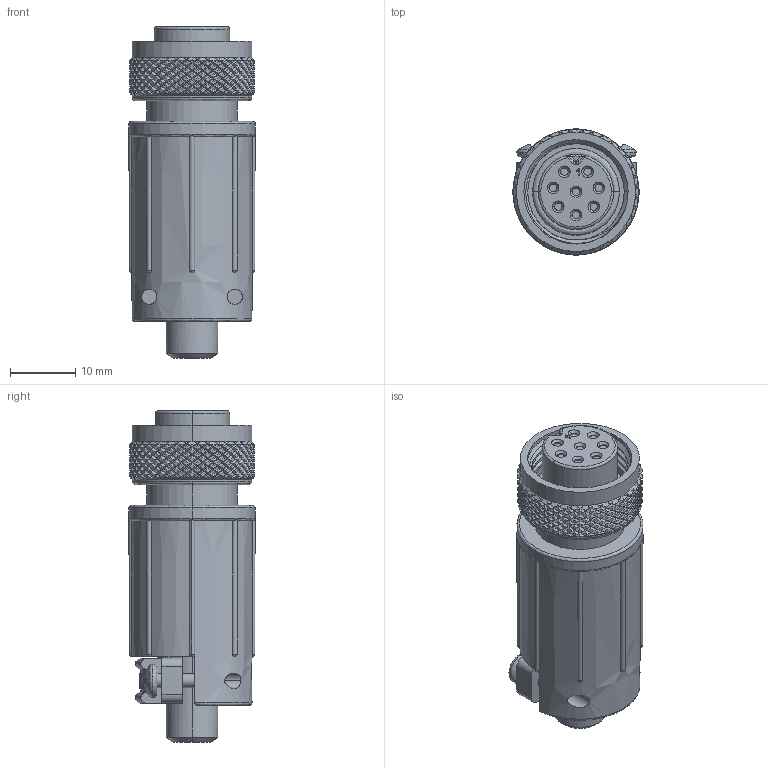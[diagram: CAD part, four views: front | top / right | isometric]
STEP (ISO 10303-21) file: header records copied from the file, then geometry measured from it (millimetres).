
FILE_DESCRIPTION (( 'STEP AP203' ), '1' );
FILE_NAME ('SF6282-8SG-520.STEP', '2015-06-10T13:25:53', ( '' ), ( '' ), 'SwSTEP 2.0', 'SolidWorks 2014', '' );
FILE_SCHEMA (( 'CONFIG_CONTROL_DESIGN' ));
Products named in the file (1): SF6282-8SG-520
Bounding box: 19.38 x 19.38 x 50.93 mm (x, y, z)
Volume: 10523.1 mm3; surface area: 5161.4 mm2
Topology: 1 solids, 1 shells, 2243 faces, 4788 edges, 2561 vertices
Faces by surface type: bspline 1647, cylinder 455, plane 110, cone 31
Entity records: 112330 total; most frequent: CARTESIAN_POINT 80619, ORIENTED_EDGE 9552, EDGE_CURVE 4776, DIRECTION 2816, VERTEX_POINT 2561, EDGE_LOOP 2273, ADVANCED_FACE 2243, FACE_OUTER_BOUND 2243
